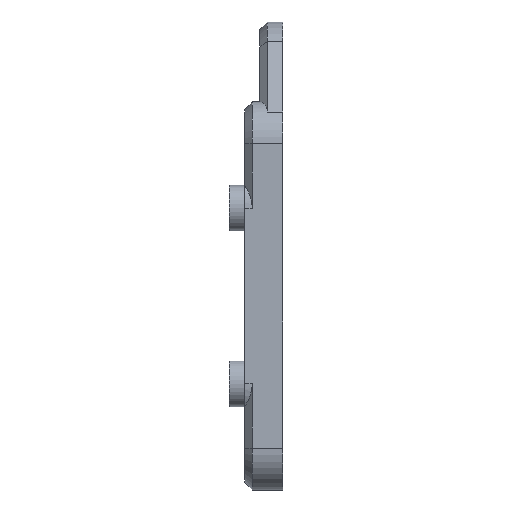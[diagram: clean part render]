
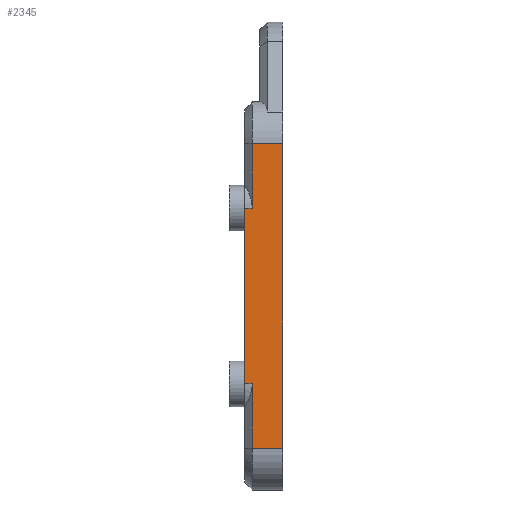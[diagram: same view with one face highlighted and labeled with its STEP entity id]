
A CAD part, left-side view. The second image highlights one B-rep face of the part: STEP entity #2345.
In plain terms, the highlighted planar face has unit normal (-1, 0, 0).
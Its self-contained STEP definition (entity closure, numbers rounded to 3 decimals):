
#269=FACE_OUTER_BOUND('',#418,.T.);
#418=EDGE_LOOP('',(#2116,#2117,#2118,#2119,#2120,#2121,#2122,#2123));
#571=LINE('',#3568,#824);
#572=LINE('',#3574,#825);
#578=LINE('',#3593,#831);
#583=LINE('',#3602,#836);
#608=LINE('',#3693,#861);
#656=LINE('',#3823,#909);
#660=LINE('',#3844,#913);
#662=LINE('',#3848,#915);
#824=VECTOR('',#2870,10.);
#825=VECTOR('',#2875,10.);
#831=VECTOR('',#2893,10.);
#836=VECTOR('',#2900,10.);
#861=VECTOR('',#2989,10.);
#909=VECTOR('',#3127,10.);
#913=VECTOR('',#3155,10.);
#915=VECTOR('',#3161,10.);
#1045=VERTEX_POINT('',#3564);
#1046=VERTEX_POINT('',#3566);
#1047=VERTEX_POINT('',#3570);
#1049=VERTEX_POINT('',#3573);
#1056=VERTEX_POINT('',#3592);
#1059=VERTEX_POINT('',#3600);
#1123=VERTEX_POINT('',#3820);
#1124=VERTEX_POINT('',#3822);
#1312=EDGE_CURVE('',#1046,#1045,#571,.T.);
#1314=EDGE_CURVE('',#1049,#1047,#572,.T.);
#1323=EDGE_CURVE('',#1045,#1056,#578,.T.);
#1328=EDGE_CURVE('',#1059,#1047,#583,.T.);
#1372=EDGE_CURVE('',#1046,#1049,#608,.T.);
#1436=EDGE_CURVE('',#1123,#1124,#656,.T.);
#1447=EDGE_CURVE('',#1124,#1059,#660,.T.);
#1449=EDGE_CURVE('',#1123,#1056,#662,.T.);
#2116=ORIENTED_EDGE('',*,*,#1328,.F.);
#2117=ORIENTED_EDGE('',*,*,#1447,.F.);
#2118=ORIENTED_EDGE('',*,*,#1436,.F.);
#2119=ORIENTED_EDGE('',*,*,#1449,.T.);
#2120=ORIENTED_EDGE('',*,*,#1323,.F.);
#2121=ORIENTED_EDGE('',*,*,#1312,.F.);
#2122=ORIENTED_EDGE('',*,*,#1372,.T.);
#2123=ORIENTED_EDGE('',*,*,#1314,.T.);
#2219=PLANE('',#2559);
#2345=ADVANCED_FACE('',(#269),#2219,.T.);
#2559=AXIS2_PLACEMENT_3D('',#3886,#3213,#3214);
#2870=DIRECTION('',(0.,-1.,0.));
#2875=DIRECTION('',(0.,-1.,0.));
#2893=DIRECTION('',(0.,0.,1.));
#2900=DIRECTION('',(0.,0.,1.));
#2989=DIRECTION('',(0.,0.,-1.));
#3127=DIRECTION('',(0.,0.,-1.));
#3155=DIRECTION('',(0.,1.,0.));
#3161=DIRECTION('',(0.,1.,0.));
#3213=DIRECTION('center_axis',(-1.,0.,0.));
#3214=DIRECTION('ref_axis',(0.,0.,1.));
#3564=CARTESIAN_POINT('',(0.,4.,28.));
#3566=CARTESIAN_POINT('',(0.,5.,28.));
#3568=CARTESIAN_POINT('',(0.,5.,28.));
#3570=CARTESIAN_POINT('',(0.,4.,5.));
#3573=CARTESIAN_POINT('',(0.,5.,5.));
#3574=CARTESIAN_POINT('',(0.,5.,5.));
#3592=CARTESIAN_POINT('',(0.,4.,36.5));
#3593=CARTESIAN_POINT('',(0.,4.,8.25));
#3600=CARTESIAN_POINT('',(0.,4.,-3.5));
#3602=CARTESIAN_POINT('',(0.,4.,8.25));
#3693=CARTESIAN_POINT('',(0.,5.,33.));
#3820=CARTESIAN_POINT('',(0.,0.,36.5));
#3822=CARTESIAN_POINT('',(0.,0.,-3.5));
#3823=CARTESIAN_POINT('',(0.,0.,0.));
#3844=CARTESIAN_POINT('',(0.,0.,-3.5));
#3848=CARTESIAN_POINT('',(0.,0.,36.5));
#3886=CARTESIAN_POINT('Origin',(0.,0.,0.));
